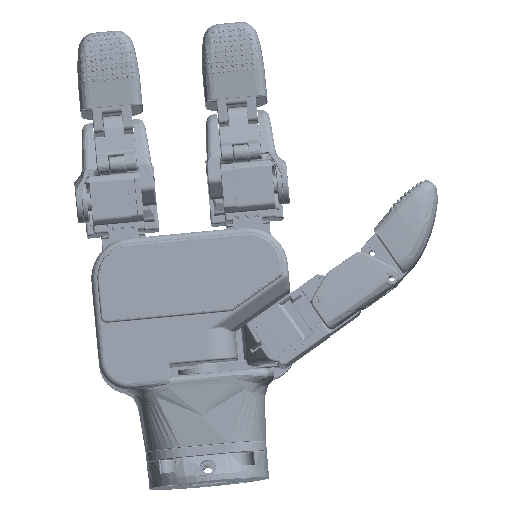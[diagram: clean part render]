
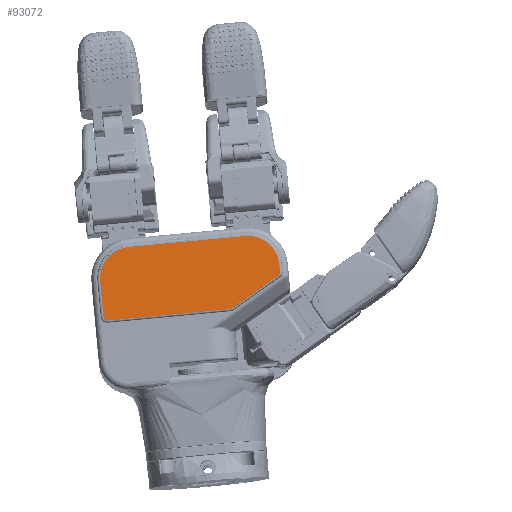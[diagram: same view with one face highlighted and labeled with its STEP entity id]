
A CAD part, front view. The second image highlights one B-rep face of the part: STEP entity #93072.
In plain terms, the highlighted face is planar.
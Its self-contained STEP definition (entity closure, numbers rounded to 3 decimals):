
#1560 = VECTOR ( 'NONE', #43620, 1000. ) ;
#2475 = ORIENTED_EDGE ( 'NONE', *, *, #8358, .T. ) ;
#7429 = CARTESIAN_POINT ( 'NONE',  ( -225.744, 48.293, 142.339 ) ) ;
#8358 = EDGE_CURVE ( 'NONE', #52778, #13691, #23454, .T. ) ;
#9052 = CARTESIAN_POINT ( 'NONE',  ( -210.894, 48.293, 121.351 ) ) ;
#9350 = EDGE_CURVE ( 'NONE', #146656, #71992, #127235, .T. ) ;
#12073 = CARTESIAN_POINT ( 'NONE',  ( -297.744, 48.293, 108.639 ) ) ;
#12308 = AXIS2_PLACEMENT_3D ( 'NONE', #108610, #51940, #164094 ) ;
#13621 = EDGE_CURVE ( 'NONE', #71992, #172065, #29498, .T. ) ;
#13691 = VERTEX_POINT ( 'NONE', #28648 ) ;
#13752 = DIRECTION ( 'NONE',  ( 0., 0., 1. ) ) ;
#14227 = DIRECTION ( 'NONE',  ( 0., 0., -1. ) ) ;
#17004 = LINE ( 'NONE', #48100, #25887 ) ;
#18574 = VECTOR ( 'NONE', #21678, 1000. ) ;
#19326 = LINE ( 'NONE', #56569, #1560 ) ;
#19366 = EDGE_CURVE ( 'NONE', #107014, #170786, #19326, .T. ) ;
#20937 = AXIS2_PLACEMENT_3D ( 'NONE', #12073, #169253, #97795 ) ;
#21678 = DIRECTION ( 'NONE',  ( -1., 0., 0. ) ) ;
#22616 = EDGE_CURVE ( 'NONE', #13691, #143148, #38464, .T. ) ;
#23454 = CIRCLE ( 'NONE', #91191, 15.7 ) ;
#25887 = VECTOR ( 'NONE', #48714, 1000. ) ;
#28179 = AXIS2_PLACEMENT_3D ( 'NONE', #64056, #162653, #51116 ) ;
#28648 = CARTESIAN_POINT ( 'NONE',  ( -225.744, 48.293, 142.339 ) ) ;
#29498 = CIRCLE ( 'NONE', #70702, 1.7 ) ;
#33792 = EDGE_LOOP ( 'NONE', ( #70585, #75166, #63842, #2475, #77123, #155525, #83235, #150535, #117204, #48087 ) ) ;
#36201 = CARTESIAN_POINT ( 'NONE',  ( -211.744, 48.293, 122.823 ) ) ;
#38464 = LINE ( 'NONE', #7429, #18574 ) ;
#40192 = CARTESIAN_POINT ( 'NONE',  ( -210.044, 48.293, 126.639 ) ) ;
#42293 = AXIS2_PLACEMENT_3D ( 'NONE', #83390, #111708, #14227 ) ;
#43620 = DIRECTION ( 'NONE',  ( 1., 0., 0. ) ) ;
#46502 = CARTESIAN_POINT ( 'NONE',  ( -283.744, 48.293, 142.339 ) ) ;
#48087 = ORIENTED_EDGE ( 'NONE', *, *, #56344, .T. ) ;
#48100 = CARTESIAN_POINT ( 'NONE',  ( -299.444, 48.293, 126.639 ) ) ;
#48714 = DIRECTION ( 'NONE',  ( 0., 0., -1. ) ) ;
#51116 = DIRECTION ( 'NONE',  ( 0., 0., -1. ) ) ;
#51570 = VECTOR ( 'NONE', #13752, 1000. ) ;
#51940 = DIRECTION ( 'NONE',  ( 0., -1., 0. ) ) ;
#52778 = VERTEX_POINT ( 'NONE', #40192 ) ;
#56250 = PLANE ( 'NONE',  #42293 ) ;
#56344 = EDGE_CURVE ( 'NONE', #170786, #146656, #136515, .T. ) ;
#56569 = CARTESIAN_POINT ( 'NONE',  ( -297.744, 48.293, 106.939 ) ) ;
#56779 = CARTESIAN_POINT ( 'NONE',  ( -210.044, 48.293, 122.823 ) ) ;
#59188 = CARTESIAN_POINT ( 'NONE',  ( -236.311, 48.293, 106.939 ) ) ;
#61002 = VERTEX_POINT ( 'NONE', #162469 ) ;
#61817 = DIRECTION ( 'NONE',  ( 0., -1., 0. ) ) ;
#63842 = ORIENTED_EDGE ( 'NONE', *, *, #116849, .T. ) ;
#64056 = CARTESIAN_POINT ( 'NONE',  ( -236.311, 48.293, 108.639 ) ) ;
#64281 = EDGE_CURVE ( 'NONE', #88482, #61002, #17004, .T. ) ;
#70019 = FACE_OUTER_BOUND ( 'NONE', #33792, .T. ) ;
#70585 = ORIENTED_EDGE ( 'NONE', *, *, #9350, .T. ) ;
#70702 = AXIS2_PLACEMENT_3D ( 'NONE', #36201, #108822, #179088 ) ;
#71992 = VERTEX_POINT ( 'NONE', #9052 ) ;
#75166 = ORIENTED_EDGE ( 'NONE', *, *, #13621, .T. ) ;
#75852 = CARTESIAN_POINT ( 'NONE',  ( -235.461, 48.293, 107.167 ) ) ;
#75976 = DIRECTION ( 'NONE',  ( 0., 0., -1. ) ) ;
#77123 = ORIENTED_EDGE ( 'NONE', *, *, #22616, .T. ) ;
#78775 = VECTOR ( 'NONE', #132543, 1000. ) ;
#83235 = ORIENTED_EDGE ( 'NONE', *, *, #64281, .T. ) ;
#83390 = CARTESIAN_POINT ( 'NONE',  ( -211.744, 48.293, 122.823 ) ) ;
#87674 = CARTESIAN_POINT ( 'NONE',  ( -297.744, 48.293, 106.939 ) ) ;
#88482 = VERTEX_POINT ( 'NONE', #181217 ) ;
#91191 = AXIS2_PLACEMENT_3D ( 'NONE', #132067, #61817, #75976 ) ;
#93072 = ADVANCED_FACE ( 'NONE', ( #70019 ), #56250, .T. ) ;
#97795 = DIRECTION ( 'NONE',  ( 0., 0., -1. ) ) ;
#107014 = VERTEX_POINT ( 'NONE', #87674 ) ;
#108610 = CARTESIAN_POINT ( 'NONE',  ( -283.744, 48.293, 126.639 ) ) ;
#108822 = DIRECTION ( 'NONE',  ( 0., -1., 0. ) ) ;
#111708 = DIRECTION ( 'NONE',  ( 0., -1., 0. ) ) ;
#114909 = CIRCLE ( 'NONE', #20937, 1.7 ) ;
#116849 = EDGE_CURVE ( 'NONE', #172065, #52778, #130950, .T. ) ;
#117204 = ORIENTED_EDGE ( 'NONE', *, *, #19366, .T. ) ;
#122019 = CIRCLE ( 'NONE', #12308, 15.7 ) ;
#127209 = CARTESIAN_POINT ( 'NONE',  ( -210.044, 48.293, 122.823 ) ) ;
#127235 = LINE ( 'NONE', #75852, #78775 ) ;
#130950 = LINE ( 'NONE', #127209, #51570 ) ;
#132067 = CARTESIAN_POINT ( 'NONE',  ( -225.744, 48.293, 126.639 ) ) ;
#132543 = DIRECTION ( 'NONE',  ( 0.866, 0., 0.5 ) ) ;
#136515 = CIRCLE ( 'NONE', #28179, 1.7 ) ;
#143148 = VERTEX_POINT ( 'NONE', #46502 ) ;
#143380 = EDGE_CURVE ( 'NONE', #143148, #88482, #122019, .T. ) ;
#146656 = VERTEX_POINT ( 'NONE', #177187 ) ;
#150535 = ORIENTED_EDGE ( 'NONE', *, *, #157476, .T. ) ;
#155525 = ORIENTED_EDGE ( 'NONE', *, *, #143380, .T. ) ;
#157476 = EDGE_CURVE ( 'NONE', #61002, #107014, #114909, .T. ) ;
#162469 = CARTESIAN_POINT ( 'NONE',  ( -299.444, 48.293, 108.639 ) ) ;
#162653 = DIRECTION ( 'NONE',  ( 0., -1., 0. ) ) ;
#164094 = DIRECTION ( 'NONE',  ( 0., 0., -1. ) ) ;
#169253 = DIRECTION ( 'NONE',  ( 0., -1., 0. ) ) ;
#170786 = VERTEX_POINT ( 'NONE', #59188 ) ;
#172065 = VERTEX_POINT ( 'NONE', #56779 ) ;
#177187 = CARTESIAN_POINT ( 'NONE',  ( -235.461, 48.293, 107.167 ) ) ;
#179088 = DIRECTION ( 'NONE',  ( 0., 0., -1. ) ) ;
#181217 = CARTESIAN_POINT ( 'NONE',  ( -299.444, 48.293, 126.639 ) ) ;
